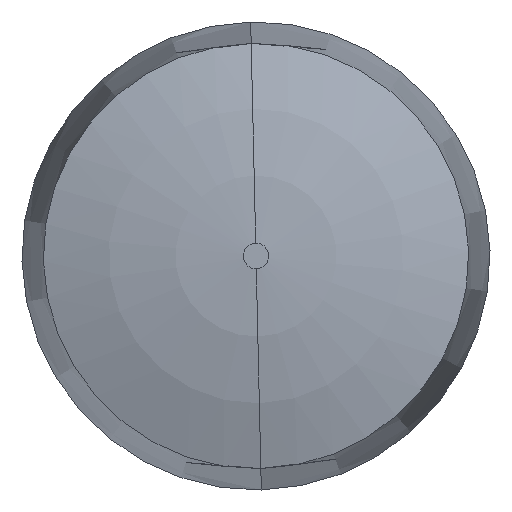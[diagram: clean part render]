
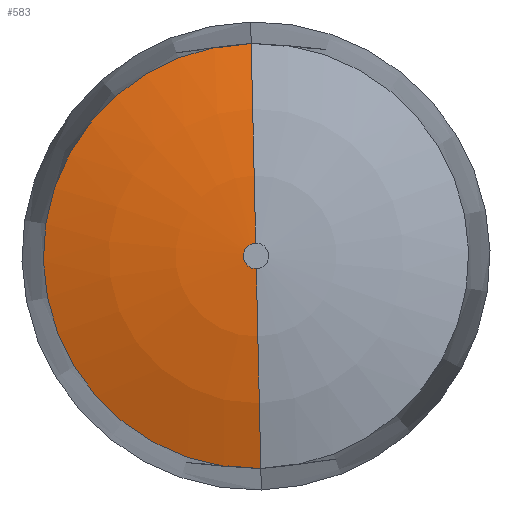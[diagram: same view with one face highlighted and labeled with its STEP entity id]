
A CAD part, left-side view. The second image highlights one B-rep face of the part: STEP entity #583.
In plain terms, the highlighted toroidal (fillet/blend) face has major radius 0.019 mm and minor radius 1.905 mm.
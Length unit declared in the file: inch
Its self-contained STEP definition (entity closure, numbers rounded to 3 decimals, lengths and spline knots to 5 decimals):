
#33 = CARTESIAN_POINT ( 'NONE',  ( -0.30603, 0., 0. ) ) ;
#60 = CARTESIAN_POINT ( 'NONE',  ( -0.31, 0., 0. ) ) ;
#92 = ORIENTED_EDGE ( 'NONE', *, *, #592, .F. ) ;
#96 = CARTESIAN_POINT ( 'NONE',  ( -0.30603, 0.00056, 0.02484 ) ) ;
#136 = DIRECTION ( 'NONE',  ( 0., -0.023, -1. ) ) ;
#152 = ORIENTED_EDGE ( 'NONE', *, *, #416, .T. ) ;
#156 = CARTESIAN_POINT ( 'NONE',  ( -0.30603, -0.00056, -0.02484 ) ) ;
#280 = EDGE_CURVE ( 'NONE', #835, #1247, #1012, .T. ) ;
#312 = FACE_OUTER_BOUND ( 'NONE', #1179, .T. ) ;
#416 = EDGE_CURVE ( 'NONE', #1027, #690, #1136, .T. ) ;
#417 = CIRCLE ( 'NONE', #900, 0.075 ) ;
#463 = AXIS2_PLACEMENT_3D ( 'NONE', #793, #1084, #771 ) ;
#471 = AXIS2_PLACEMENT_3D ( 'NONE', #33, #825, #136 ) ;
#482 = ORIENTED_EDGE ( 'NONE', *, *, #632, .T. ) ;
#583 = ADVANCED_FACE ( 'NONE', ( #312 ), #792, .T. ) ;
#592 = EDGE_CURVE ( 'NONE', #1027, #835, #1187, .T. ) ;
#610 = CARTESIAN_POINT ( 'NONE',  ( -0.235, 0.00002, 0.00075 ) ) ;
#615 = DIRECTION ( 'NONE',  ( 0., 1., -0.023 ) ) ;
#622 = DIRECTION ( 'NONE',  ( 0., 0.023, 1. ) ) ;
#632 = EDGE_CURVE ( 'NONE', #690, #1247, #417, .T. ) ;
#690 = VERTEX_POINT ( 'NONE', #1271 ) ;
#694 = ORIENTED_EDGE ( 'NONE', *, *, #280, .F. ) ;
#733 = DIRECTION ( 'NONE',  ( 0., -1., 0.023 ) ) ;
#766 = DIRECTION ( 'NONE',  ( 0., -0.023, -1. ) ) ;
#771 = DIRECTION ( 'NONE',  ( 0., -0.023, -1. ) ) ;
#790 = AXIS2_PLACEMENT_3D ( 'NONE', #1340, #733, #766 ) ;
#792 = TOROIDAL_SURFACE ( 'NONE', #463, 0.00075, 0.075 ) ;
#793 = CARTESIAN_POINT ( 'NONE',  ( -0.235, 0., 0. ) ) ;
#825 = DIRECTION ( 'NONE',  ( 1., 0., 0. ) ) ;
#835 = VERTEX_POINT ( 'NONE', #156 ) ;
#900 = AXIS2_PLACEMENT_3D ( 'NONE', #610, #615, #622 ) ;
#1012 = CIRCLE ( 'NONE', #471, 0.02485 ) ;
#1027 = VERTEX_POINT ( 'NONE', #1362 ) ;
#1084 = DIRECTION ( 'NONE',  ( 1., 0., 0. ) ) ;
#1136 = CIRCLE ( 'NONE', #1151, 0.0015 ) ;
#1151 = AXIS2_PLACEMENT_3D ( 'NONE', #60, #1361, #1286 ) ;
#1179 = EDGE_LOOP ( 'NONE', ( #152, #482, #694, #92 ) ) ;
#1187 = CIRCLE ( 'NONE', #790, 0.075 ) ;
#1247 = VERTEX_POINT ( 'NONE', #96 ) ;
#1271 = CARTESIAN_POINT ( 'NONE',  ( -0.31, 0.00003, 0.0015 ) ) ;
#1286 = DIRECTION ( 'NONE',  ( 0., -0.023, -1. ) ) ;
#1340 = CARTESIAN_POINT ( 'NONE',  ( -0.235, -0.00002, -0.00075 ) ) ;
#1361 = DIRECTION ( 'NONE',  ( 1., 0., 0. ) ) ;
#1362 = CARTESIAN_POINT ( 'NONE',  ( -0.31, -0.00003, -0.0015 ) ) ;
